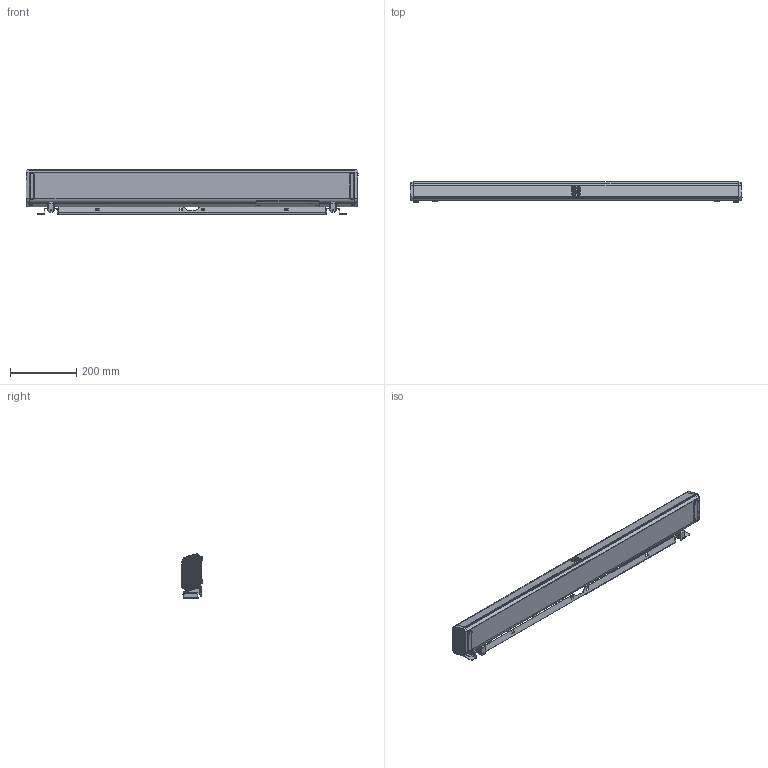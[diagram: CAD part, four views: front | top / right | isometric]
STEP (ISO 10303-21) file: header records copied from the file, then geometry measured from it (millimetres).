
FILE_DESCRIPTION(/* description */ (''),/* implementation_level */ '2;1');
FILE_NAME(/* name */ 'AUDAC-IMEO2.stp',/* time_stamp */ '2021-03-10T14:57:09+01:00',/* author */ ('kamiel'),/* organization */ (''),/* preprocessor_version */ 'ST-DEVELOPER v18.1',/* originating_system */ 'Autodesk Inventor 2021',/* authorisation */ '');
FILE_SCHEMA (('AUTOMOTIVE_DESIGN { 1 0 10303 214 3 1 1 }'));
Products named in the file (1): AUDAC-IMEO2
Bounding box: 1000.54 x 60.77 x 134.33 mm (x, y, z)
Volume: 5567538.5 mm3; surface area: 657396.8 mm2
Topology: 1 solids, 34 shells, 2998 faces, 8035 edges, 5182 vertices
Faces by surface type: plane 1707, cylinder 526, bspline 333, cone 288, torus 138, sphere 6
Full cylindrical faces by diameter (mm): 2.2 x10, 2.459 x2, 2.7 x2, 2.729 x2, 2.9 x4, 3 x11, 3.2 x5, 3.5 x3, 3.6 x4, 4 x5, 4.3 x1, 4.5 x4, 5 x8, 5.2 x8, 6.3 x1, 6.6 x1, 7 x2, 8 x2, 8.4 x4
Entity records: 108502 total; most frequent: CARTESIAN_POINT 32108, ORIENTED_EDGE 16032, DIRECTION 14091, EDGE_CURVE 8016, VERTEX_POINT 5180, LINE 4967, VECTOR 4967, AXIS2_PLACEMENT_3D 4562
